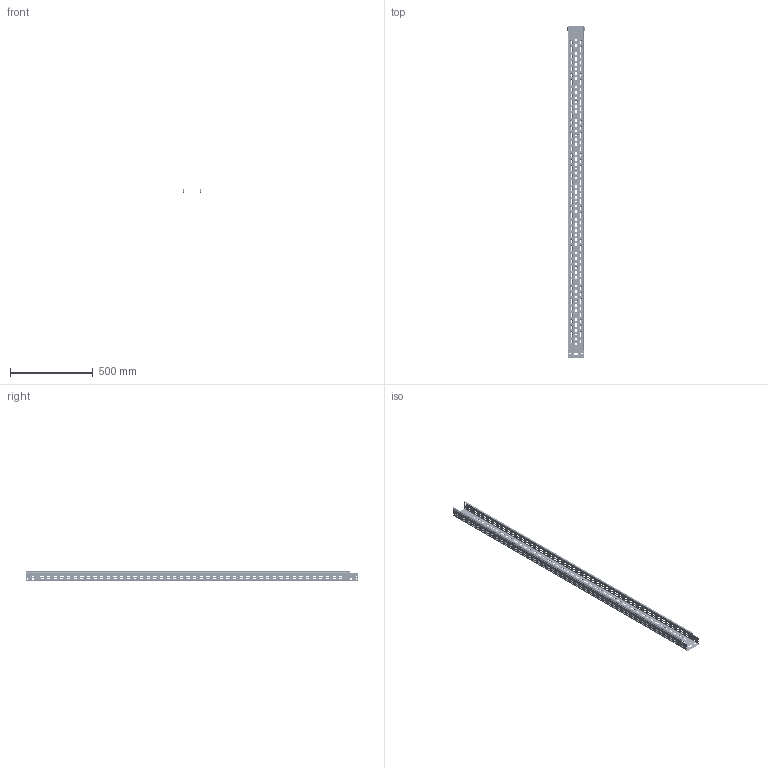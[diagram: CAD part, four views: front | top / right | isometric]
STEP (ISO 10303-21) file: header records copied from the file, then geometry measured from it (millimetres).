
FILE_DESCRIPTION(/* description */ (''),/* implementation_level */ '2;1');
FILE_NAME(/* name */ 'KFL100H60_2.stp',/* time_stamp */ '2020-03-24T12:23:29+01:00',/* author */ ('stanislaw.luczak'),/* organization */ (''),/* preprocessor_version */ 'ST-DEVELOPER v18',/* originating_system */ 'Autodesk Inventor 2020',/* authorisation */ '');
FILE_SCHEMA (('AUTOMOTIVE_DESIGN { 1 0 10303 214 3 1 1 }'));
Products named in the file (1): KFL100H60_2
Bounding box: 105.6 x 2000 x 61.85 mm (x, y, z)
Volume: 309616 mm3; surface area: 873889.6 mm2
Topology: 1 solids, 1 shells, 5563 faces, 13846 edges, 8621 vertices
Faces by surface type: plane 2380, cylinder 2017, torus 778, cone 386, bspline 2
Full cylindrical faces by diameter (mm): 11 x9
Entity records: 166478 total; most frequent: DIRECTION 30463, CARTESIAN_POINT 28219, ORIENTED_EDGE 27692, EDGE_CURVE 13846, AXIS2_PLACEMENT_3D 11075, VERTEX_POINT 8621, LINE 8313, VECTOR 8313
